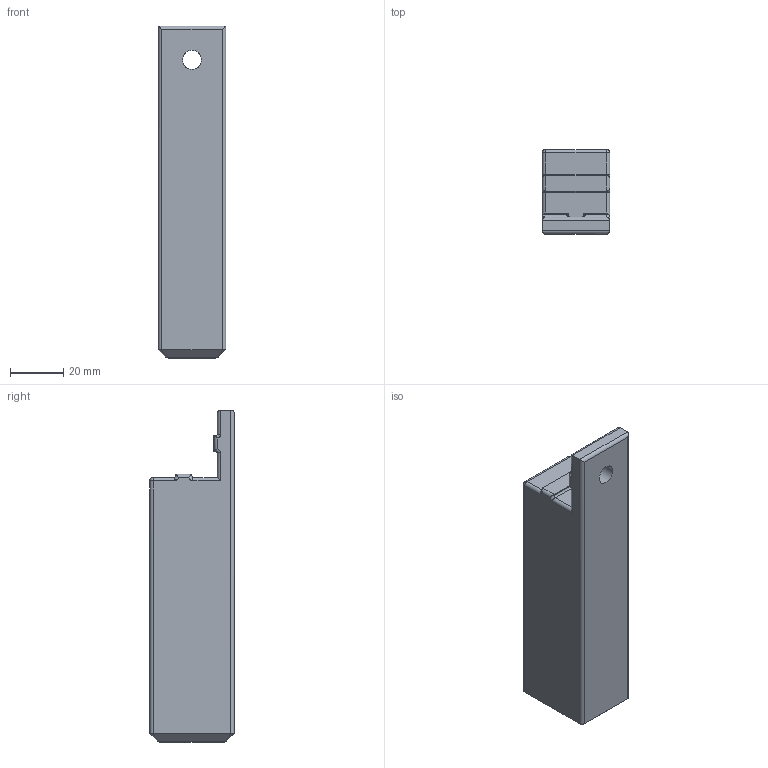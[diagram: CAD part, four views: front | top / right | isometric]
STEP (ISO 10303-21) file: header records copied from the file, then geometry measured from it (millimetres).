
FILE_DESCRIPTION(/* description */ (''),/* implementation_level */ '2;1');
FILE_NAME(/* name */ 'T-Slot Leg v1.step',/* time_stamp */ '2023-12-17T07:42:51-05:00',/* author */ (''),/* organization */ (''),/* preprocessor_version */ 'ST-DEVELOPER v20',/* originating_system */ 'Autodesk Translation Framework v12.14.0.127',/* authorisation */ '');
FILE_SCHEMA (('AUTOMOTIVE_DESIGN { 1 0 10303 214 3 1 1 }'));
Length unit declared in the file: inch
Products named in the file (2): T-Slot Leg; Leg
Assembly tree (1 placements, depth 2):
  T-Slot Leg
    Leg
Bounding box: 25.4 x 31.75 x 124.74 mm (x, y, z)
Volume: 83553 mm3; surface area: 14197.7 mm2
Topology: 1 solids, 1 shells, 85 faces, 205 edges, 120 vertices
Faces by surface type: cylinder 44, plane 23, torus 7, sphere 6, bspline 5
Full cylindrical faces by diameter (mm): 7.137 x1
Entity records: 2828 total; most frequent: CARTESIAN_POINT 823, DIRECTION 420, ORIENTED_EDGE 408, EDGE_CURVE 204, AXIS2_PLACEMENT_3D 163, VERTEX_POINT 120, LINE 94, VECTOR 94
